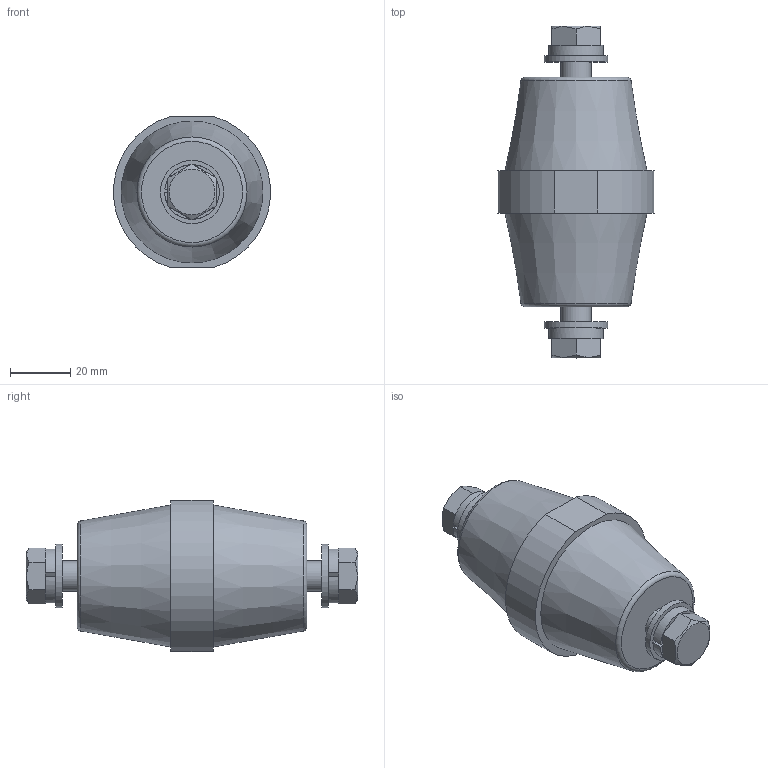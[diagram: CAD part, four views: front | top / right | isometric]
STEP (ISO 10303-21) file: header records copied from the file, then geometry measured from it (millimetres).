
FILE_DESCRIPTION (( 'STEP AP203' ), '1' );
FILE_NAME ('YIS11-76-25-B Èçîëÿòîð SM76 (Ì10) ñèëîâîé ñ áîëòîì ÈÝÊ.STEP', '2016-09-12T12:24:57', ( '' ), ( '' ), 'SwSTEP 2.0', 'SolidWorks 2014', '' );
FILE_SCHEMA (( 'CONFIG_CONTROL_DESIGN' ));
Length unit declared in the file: millimetre
Products named in the file (1): YIS11-76-25-B Èçîëÿòîð SM76 (Ì10) ñèëîâîé ñ áîëòîì ÈÝÊ
Bounding box: 51.81 x 109.8 x 50 mm (x, y, z)
Volume: 120922.2 mm3; surface area: 18117.8 mm2
Topology: 3 solids, 3 shells, 80 faces, 170 edges, 102 vertices
Faces by surface type: plane 58, cylinder 12, cone 8, torus 2
Full cylindrical faces by diameter (mm): 8.5 x2, 10 x2, 21 x2
Entity records: 2177 total; most frequent: CARTESIAN_POINT 453, DIRECTION 358, ORIENTED_EDGE 300, EDGE_CURVE 150, AXIS2_PLACEMENT_3D 139, EDGE_LOOP 102, VERTEX_POINT 98, FACE_OUTER_BOUND 88
